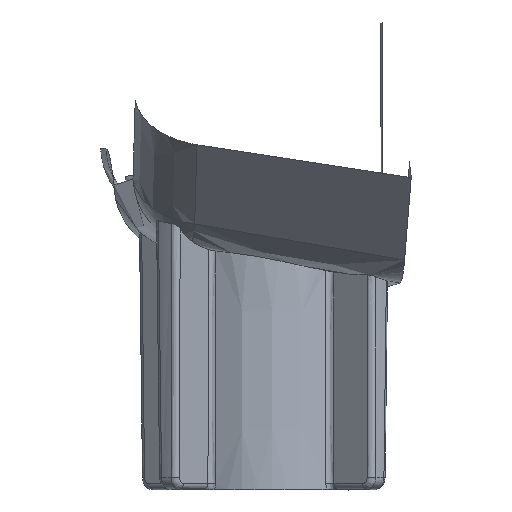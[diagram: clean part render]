
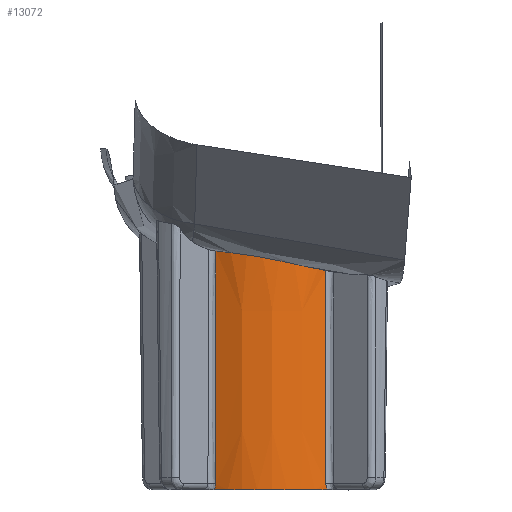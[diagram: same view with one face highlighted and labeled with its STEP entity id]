
A CAD part, top view. The second image highlights one B-rep face of the part: STEP entity #13072.
In plain terms, the highlighted conical face has half-angle 0.5 degrees and reference radius 4 mm.
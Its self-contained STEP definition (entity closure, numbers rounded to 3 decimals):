
#13072 = ADVANCED_FACE('',(#13073),#13094,.T.);
#13073 = FACE_BOUND('',#13074,.T.);
#13074 = EDGE_LOOP('',(#13075,#13104,#13120,#13138,#13160,#13179,#13196)
  );
#13075 = ORIENTED_EDGE('',*,*,#13076,.T.);
#13076 = EDGE_CURVE('',#13077,#13079,#13081,.T.);
#13077 = VERTEX_POINT('',#13078);
#13078 = CARTESIAN_POINT('',(1635.561,-762.127,
    1532.86));
#13079 = VERTEX_POINT('',#13080);
#13080 = CARTESIAN_POINT('',(1635.563,-753.332,
    1532.957));
#13081 = SURFACE_CURVE('',#13082,(#13093),.PCURVE_S1.);
#13082 = B_SPLINE_CURVE_WITH_KNOTS('',3,(#13083,#13084,#13085,#13086,
    #13087,#13088,#13089,#13090,#13091,#13092),.UNSPECIFIED.,.F.,.F.,(4,
    3,3,4),(0.,0.057,0.284,1.),.UNSPECIFIED.);
#13083 = CARTESIAN_POINT('',(1635.561,-762.127,
    1532.86));
#13084 = CARTESIAN_POINT('',(1635.561,-761.96,
    1532.862));
#13085 = CARTESIAN_POINT('',(1635.561,-761.794,
    1532.864));
#13086 = CARTESIAN_POINT('',(1635.561,-761.627,
    1532.866));
#13087 = CARTESIAN_POINT('',(1635.561,-760.96,
    1532.873));
#13088 = CARTESIAN_POINT('',(1635.561,-760.294,
    1532.88));
#13089 = CARTESIAN_POINT('',(1635.561,-759.627,
    1532.888));
#13090 = CARTESIAN_POINT('',(1635.562,-757.529,
    1532.911));
#13091 = CARTESIAN_POINT('',(1635.563,-755.431,
    1532.934));
#13092 = CARTESIAN_POINT('',(1635.563,-753.332,
    1532.957));
#13093 = PCURVE('',#13094,#13099);
#13094 = CONICAL_SURFACE('',#13095,4.,0.009);
#13095 = AXIS2_PLACEMENT_3D('',#13096,#13097,#13098);
#13096 = CARTESIAN_POINT('',(1632.998,-762.375,
    1529.786));
#13097 = DIRECTION('',(0.,1.,0.));
#13098 = DIRECTION('',(-0.643,0.,0.766));
#13099 = DEFINITIONAL_REPRESENTATION('',(#13100),#13103);
#13100 = B_SPLINE_CURVE_WITH_KNOTS('',1,(#13101,#13102),.UNSPECIFIED.,
  .F.,.F.,(2,2),(0.,1.),.PIECEWISE_BEZIER_KNOTS.);
#13101 = CARTESIAN_POINT('',(1.393,0.248));
#13102 = CARTESIAN_POINT('',(1.378,9.043));
#13103 = ( GEOMETRIC_REPRESENTATION_CONTEXT(2) 
PARAMETRIC_REPRESENTATION_CONTEXT() REPRESENTATION_CONTEXT('2D SPACE',''
  ) );
#13104 = ORIENTED_EDGE('',*,*,#13105,.T.);
#13105 = EDGE_CURVE('',#13079,#13106,#13108,.T.);
#13106 = VERTEX_POINT('',#13107);
#13107 = CARTESIAN_POINT('',(1634.882,-753.196,
    1533.405));
#13108 = SURFACE_CURVE('',#13109,(#13114),.PCURVE_S1.);
#13109 = B_SPLINE_CURVE_WITH_KNOTS('',3,(#13110,#13111,#13112,#13113),
  .UNSPECIFIED.,.F.,.F.,(4,4),(0.,1.),.PIECEWISE_BEZIER_KNOTS.);
#13110 = CARTESIAN_POINT('',(1635.563,-753.332,
    1532.957));
#13111 = CARTESIAN_POINT('',(1635.352,-753.289,
    1533.129));
#13112 = CARTESIAN_POINT('',(1635.123,-753.243,
    1533.279));
#13113 = CARTESIAN_POINT('',(1634.882,-753.196,
    1533.405));
#13114 = PCURVE('',#13094,#13115);
#13115 = DEFINITIONAL_REPRESENTATION('',(#13116),#13119);
#13116 = B_SPLINE_CURVE_WITH_KNOTS('',1,(#13117,#13118),.UNSPECIFIED.,
  .F.,.F.,(2,2),(0.,1.),.PIECEWISE_BEZIER_KNOTS.);
#13117 = CARTESIAN_POINT('',(1.378,9.043));
#13118 = CARTESIAN_POINT('',(1.178,9.179));
#13119 = ( GEOMETRIC_REPRESENTATION_CONTEXT(2) 
PARAMETRIC_REPRESENTATION_CONTEXT() REPRESENTATION_CONTEXT('2D SPACE',''
  ) );
#13120 = ORIENTED_EDGE('',*,*,#13121,.T.);
#13121 = EDGE_CURVE('',#13106,#13122,#13124,.T.);
#13122 = VERTEX_POINT('',#13123);
#13123 = CARTESIAN_POINT('',(1631.025,-752.522,
    1533.363));
#13124 = SURFACE_CURVE('',#13125,(#13132),.PCURVE_S1.);
#13125 = B_SPLINE_CURVE_WITH_KNOTS('',3,(#13126,#13127,#13128,#13129,
    #13130,#13131),.UNSPECIFIED.,.F.,.F.,(4,2,4),(0.,0.5,1.),
  .UNSPECIFIED.);
#13126 = CARTESIAN_POINT('',(1634.882,-753.196,
    1533.405));
#13127 = CARTESIAN_POINT('',(1634.283,-753.079,
    1533.718));
#13128 = CARTESIAN_POINT('',(1633.626,-752.911,
    1533.874));
#13129 = CARTESIAN_POINT('',(1632.294,-752.671,
    1533.864));
#13130 = CARTESIAN_POINT('',(1631.619,-752.601,
    1533.69));
#13131 = CARTESIAN_POINT('',(1631.025,-752.522,
    1533.363));
#13132 = PCURVE('',#13094,#13133);
#13133 = DEFINITIONAL_REPRESENTATION('',(#13134),#13137);
#13134 = B_SPLINE_CURVE_WITH_KNOTS('',1,(#13135,#13136),.UNSPECIFIED.,
  .F.,.F.,(2,2),(0.,1.),.PIECEWISE_BEZIER_KNOTS.);
#13135 = CARTESIAN_POINT('',(1.178,9.179));
#13136 = CARTESIAN_POINT('',(0.194,9.852));
#13137 = ( GEOMETRIC_REPRESENTATION_CONTEXT(2) 
PARAMETRIC_REPRESENTATION_CONTEXT() REPRESENTATION_CONTEXT('2D SPACE',''
  ) );
#13138 = ORIENTED_EDGE('',*,*,#13139,.T.);
#13139 = EDGE_CURVE('',#13122,#13140,#13142,.T.);
#13140 = VERTEX_POINT('',#13141);
#13141 = CARTESIAN_POINT('',(1631.009,-762.127,
    1533.258));
#13142 = SURFACE_CURVE('',#13143,(#13154),.PCURVE_S1.);
#13143 = B_SPLINE_CURVE_WITH_KNOTS('',3,(#13144,#13145,#13146,#13147,
    #13148,#13149,#13150,#13151,#13152,#13153),.UNSPECIFIED.,.F.,.F.,(4,
    3,3,4),(0.,0.062,0.895,1.),.UNSPECIFIED.);
#13144 = CARTESIAN_POINT('',(1631.025,-752.522,
    1533.363));
#13145 = CARTESIAN_POINT('',(1631.024,-752.722,
    1533.361));
#13146 = CARTESIAN_POINT('',(1631.024,-752.922,
    1533.359));
#13147 = CARTESIAN_POINT('',(1631.024,-753.122,
    1533.357));
#13148 = CARTESIAN_POINT('',(1631.019,-755.789,
    1533.328));
#13149 = CARTESIAN_POINT('',(1631.015,-758.455,
    1533.299));
#13150 = CARTESIAN_POINT('',(1631.01,-761.122,
    1533.269));
#13151 = CARTESIAN_POINT('',(1631.01,-761.457,
    1533.266));
#13152 = CARTESIAN_POINT('',(1631.009,-761.792,
    1533.262));
#13153 = CARTESIAN_POINT('',(1631.009,-762.127,
    1533.258));
#13154 = PCURVE('',#13094,#13155);
#13155 = DEFINITIONAL_REPRESENTATION('',(#13156),#13159);
#13156 = B_SPLINE_CURVE_WITH_KNOTS('',1,(#13157,#13158),.UNSPECIFIED.,
  .F.,.F.,(2,2),(0.,1.),.PIECEWISE_BEZIER_KNOTS.);
#13157 = CARTESIAN_POINT('',(0.194,9.852));
#13158 = CARTESIAN_POINT('',(0.178,0.248));
#13159 = ( GEOMETRIC_REPRESENTATION_CONTEXT(2) 
PARAMETRIC_REPRESENTATION_CONTEXT() REPRESENTATION_CONTEXT('2D SPACE',''
  ) );
#13160 = ORIENTED_EDGE('',*,*,#13161,.T.);
#13161 = EDGE_CURVE('',#13140,#13162,#13164,.T.);
#13162 = VERTEX_POINT('',#13163);
#13163 = CARTESIAN_POINT('',(1630.954,-762.375,
    1533.224));
#13164 = SURFACE_CURVE('',#13165,(#13173),.PCURVE_S1.);
#13165 = B_SPLINE_CURVE_WITH_KNOTS('',3,(#13166,#13167,#13168,#13169,
    #13170,#13171,#13172),.UNSPECIFIED.,.F.,.F.,(4,3,4),(0.,
    0.645,1.),.UNSPECIFIED.);
#13166 = CARTESIAN_POINT('',(1631.009,-762.127,
    1533.258));
#13167 = CARTESIAN_POINT('',(1631.008,-762.182,
    1533.258));
#13168 = CARTESIAN_POINT('',(1631.001,-762.238,
    1533.253));
#13169 = CARTESIAN_POINT('',(1630.985,-762.291,
    1533.243));
#13170 = CARTESIAN_POINT('',(1630.977,-762.32,
    1533.238));
#13171 = CARTESIAN_POINT('',(1630.966,-762.348,
    1533.232));
#13172 = CARTESIAN_POINT('',(1630.954,-762.375,
    1533.224));
#13173 = PCURVE('',#13094,#13174);
#13174 = DEFINITIONAL_REPRESENTATION('',(#13175),#13178);
#13175 = B_SPLINE_CURVE_WITH_KNOTS('',1,(#13176,#13177),.UNSPECIFIED.,
  .F.,.F.,(2,2),(0.,1.),.PIECEWISE_BEZIER_KNOTS.);
#13176 = CARTESIAN_POINT('',(0.178,0.248));
#13177 = CARTESIAN_POINT('',(0.162,0.));
#13178 = ( GEOMETRIC_REPRESENTATION_CONTEXT(2) 
PARAMETRIC_REPRESENTATION_CONTEXT() REPRESENTATION_CONTEXT('2D SPACE',''
  ) );
#13179 = ORIENTED_EDGE('',*,*,#13180,.T.);
#13180 = EDGE_CURVE('',#13162,#13181,#13183,.T.);
#13181 = VERTEX_POINT('',#13182);
#13182 = CARTESIAN_POINT('',(1635.609,-762.375,
    1532.816));
#13183 = SURFACE_CURVE('',#13184,(#13189),.PCURVE_S1.);
#13184 = CIRCLE('',#13185,4.);
#13185 = AXIS2_PLACEMENT_3D('',#13186,#13187,#13188);
#13186 = CARTESIAN_POINT('',(1632.998,-762.375,
    1529.786));
#13187 = DIRECTION('',(0.,1.,0.));
#13188 = DIRECTION('',(-0.643,0.,0.766));
#13189 = PCURVE('',#13094,#13190);
#13190 = DEFINITIONAL_REPRESENTATION('',(#13191),#13195);
#13191 = LINE('',#13192,#13193);
#13192 = CARTESIAN_POINT('',(0.,0.));
#13193 = VECTOR('',#13194,1.);
#13194 = DIRECTION('',(1.,0.));
#13195 = ( GEOMETRIC_REPRESENTATION_CONTEXT(2) 
PARAMETRIC_REPRESENTATION_CONTEXT() REPRESENTATION_CONTEXT('2D SPACE',''
  ) );
#13196 = ORIENTED_EDGE('',*,*,#13197,.T.);
#13197 = EDGE_CURVE('',#13181,#13077,#13198,.T.);
#13198 = SURFACE_CURVE('',#13199,(#13207),.PCURVE_S1.);
#13199 = B_SPLINE_CURVE_WITH_KNOTS('',3,(#13200,#13201,#13202,#13203,
    #13204,#13205,#13206),.UNSPECIFIED.,.F.,.F.,(4,3,4),(0.,
    0.355,1.),.UNSPECIFIED.);
#13200 = CARTESIAN_POINT('',(1635.609,-762.375,
    1532.816));
#13201 = CARTESIAN_POINT('',(1635.598,-762.348,
    1532.826));
#13202 = CARTESIAN_POINT('',(1635.588,-762.32,
    1532.835));
#13203 = CARTESIAN_POINT('',(1635.581,-762.291,
    1532.841));
#13204 = CARTESIAN_POINT('',(1635.568,-762.238,
    1532.853));
#13205 = CARTESIAN_POINT('',(1635.561,-762.182,
    1532.859));
#13206 = CARTESIAN_POINT('',(1635.561,-762.127,
    1532.86));
#13207 = PCURVE('',#13094,#13208);
#13208 = DEFINITIONAL_REPRESENTATION('',(#13209),#13212);
#13209 = B_SPLINE_CURVE_WITH_KNOTS('',1,(#13210,#13211),.UNSPECIFIED.,
  .F.,.F.,(2,2),(0.,1.),.PIECEWISE_BEZIER_KNOTS.);
#13210 = CARTESIAN_POINT('',(1.409,0.));
#13211 = CARTESIAN_POINT('',(1.393,0.248));
#13212 = ( GEOMETRIC_REPRESENTATION_CONTEXT(2) 
PARAMETRIC_REPRESENTATION_CONTEXT() REPRESENTATION_CONTEXT('2D SPACE',''
  ) );
